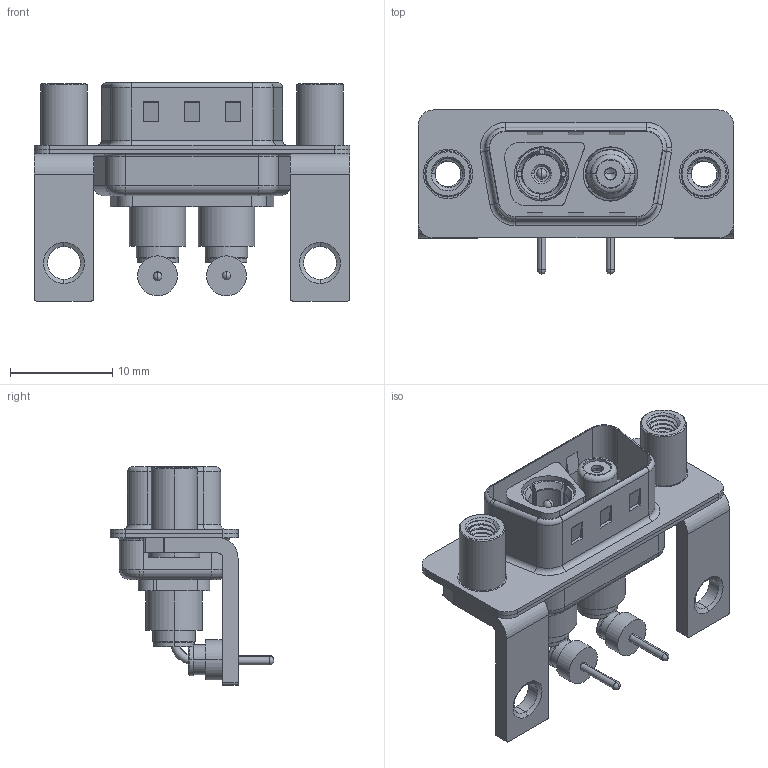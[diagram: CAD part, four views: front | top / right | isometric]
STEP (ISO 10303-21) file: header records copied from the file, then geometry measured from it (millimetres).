
FILE_DESCRIPTION (( 'STEP AP203' ), '1' );
FILE_NAME ('629-2WK2640-5NE.STEP', '2022-05-09T14:56:04', ( '' ), ( '' ), 'SwSTEP 2.0', 'SolidWorks 2020', '' );
FILE_SCHEMA (( 'CONFIG_CONTROL_DESIGN' ));
Length unit declared in the file: millimetre
Products named in the file (17): Co-Ax Plug Assy_RA; 629Combo Shell Rear_09 Contacts; 629Combo Housing_2WK2; Co-Ax Plug_RA PC Tail; Insulator RA Pin; Pin_RA; Insulator Socket; 629-2WK2640-5NE; Insulator Socket 2; 629Combo Stabilizer Bracket; Insulator Pin_Straight PC Tail; 629Combo Shell Front_09 Contacts; Co-Ax Jack Assy_RA; Socket_RA; Co-Ax Jack_RA PC Tail; 629Combo Threaded Standoff_D; Locking Collar
Assembly tree (20 placements, depth 3):
  629-2WK2640-5NE
    629Combo Housing_2WK2
    629Combo Shell Rear_09 Contacts
    629Combo Shell Front_09 Contacts
    629Combo Stabilizer Bracket  x2
    629Combo Threaded Standoff_D  x2
    Co-Ax Plug Assy_RA
      Co-Ax Plug_RA PC Tail
      Insulator Pin_Straight PC Tail
      Pin_RA
      Locking Collar
      Insulator RA Pin
    Co-Ax Jack Assy_RA
      Co-Ax Jack_RA PC Tail
      Insulator Socket
      Insulator Socket 2
      Locking Collar
      Socket_RA
      Insulator RA Pin
Bounding box: 30.8 x 16 x 21.3 mm (x, y, z)
Volume: 2015.9 mm3; surface area: 5825.5 mm2
Topology: 18 solids, 18 shells, 662 faces, 1626 edges, 1032 vertices
Faces by surface type: cylinder 326, plane 212, torus 62, cone 48, bspline 8, sphere 6
Entity records: 20656 total; most frequent: CARTESIAN_POINT 5349, DIRECTION 2990, ORIENTED_EDGE 2696, EDGE_CURVE 1348, AXIS2_PLACEMENT_3D 1181, VERTEX_POINT 857, EDGE_LOOP 643, VECTOR 628
